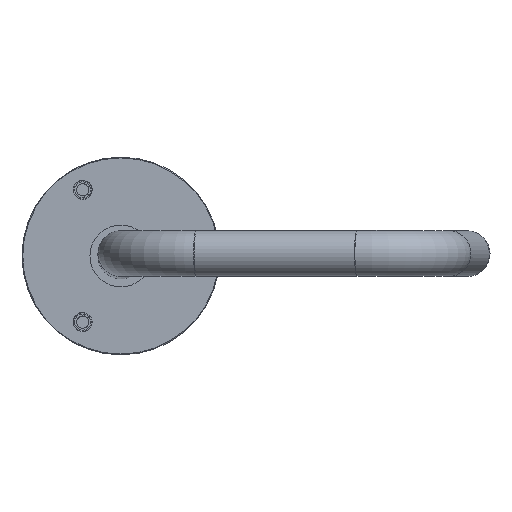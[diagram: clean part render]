
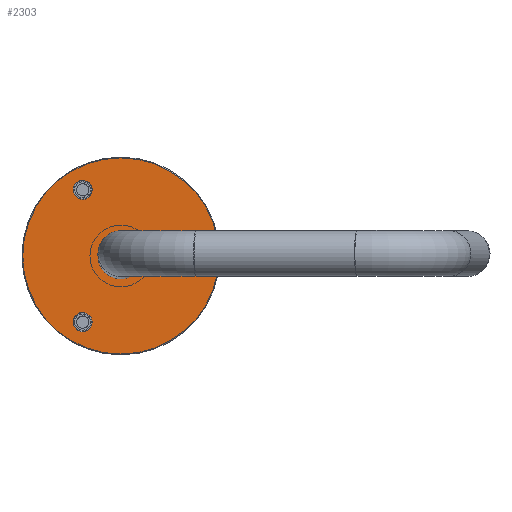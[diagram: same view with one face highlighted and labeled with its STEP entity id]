
A CAD part, top view. The second image highlights one B-rep face of the part: STEP entity #2303.
In plain terms, the highlighted planar face has unit normal (0, 0, 1).
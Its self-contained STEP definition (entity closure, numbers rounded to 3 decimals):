
#394=PLANE('',#2854);
#907=ORIENTED_EDGE('',*,*,#1204,.T.);
#908=ORIENTED_EDGE('',*,*,#1205,.T.);
#909=ORIENTED_EDGE('',*,*,#1200,.T.);
#910=ORIENTED_EDGE('',*,*,#1201,.T.);
#911=ORIENTED_EDGE('',*,*,#1202,.T.);
#1200=EDGE_CURVE('',#1415,#1415,#1568,.F.);
#1201=EDGE_CURVE('',#1416,#1416,#1569,.F.);
#1202=EDGE_CURVE('',#1417,#1417,#1570,.F.);
#1204=EDGE_CURVE('',#1419,#1419,#1572,.F.);
#1205=EDGE_CURVE('',#1420,#1420,#1573,.T.);
#1415=VERTEX_POINT('',#4309);
#1416=VERTEX_POINT('',#4312);
#1417=VERTEX_POINT('',#4315);
#1419=VERTEX_POINT('',#4321);
#1420=VERTEX_POINT('',#4323);
#1568=CIRCLE('',#2847,6.25);
#1569=CIRCLE('',#2849,6.25);
#1570=CIRCLE('',#2851,6.25);
#1572=CIRCLE('',#2855,14.05);
#1573=CIRCLE('',#2856,64.25);
#1807=EDGE_LOOP('',(#907));
#1808=EDGE_LOOP('',(#908));
#1809=EDGE_LOOP('',(#909));
#1810=EDGE_LOOP('',(#910));
#1811=EDGE_LOOP('',(#911));
#2067=FACE_BOUND('',#1807,.T.);
#2068=FACE_BOUND('',#1808,.T.);
#2069=FACE_BOUND('',#1809,.T.);
#2070=FACE_BOUND('',#1810,.T.);
#2071=FACE_BOUND('',#1811,.T.);
#2303=ADVANCED_FACE('',(#2067,#2068,#2069,#2070,#2071),#394,.T.);
#2847=AXIS2_PLACEMENT_3D('',#4308,#3553,#3554);
#2849=AXIS2_PLACEMENT_3D('',#4311,#3557,#3558);
#2851=AXIS2_PLACEMENT_3D('',#4314,#3561,#3562);
#2854=AXIS2_PLACEMENT_3D('',#4319,#3567,#3568);
#2855=AXIS2_PLACEMENT_3D('',#4320,#3569,#3570);
#2856=AXIS2_PLACEMENT_3D('',#4322,#3571,#3572);
#3553=DIRECTION('',(0.,0.,1.));
#3554=DIRECTION('',(-0.4,-0.917,0.));
#3557=DIRECTION('',(0.,0.,1.));
#3558=DIRECTION('',(0.917,-0.4,0.));
#3561=DIRECTION('',(0.,0.,1.));
#3562=DIRECTION('',(0.917,-0.4,0.));
#3567=DIRECTION('',(0.,0.,1.));
#3568=DIRECTION('',(0.112,0.994,0.));
#3569=DIRECTION('',(0.,0.,1.));
#3570=DIRECTION('',(1.,0.,0.));
#3571=DIRECTION('',(0.,0.,1.));
#3572=DIRECTION('',(1.,0.,0.));
#4308=CARTESIAN_POINT('',(-24.998,43.303,10.));
#4309=CARTESIAN_POINT('',(-27.498,37.575,10.));
#4311=CARTESIAN_POINT('',(50.,-0.003,10.));
#4312=CARTESIAN_POINT('',(55.728,-2.503,10.));
#4314=CARTESIAN_POINT('',(-25.002,-43.3,10.));
#4315=CARTESIAN_POINT('',(-19.274,-45.8,10.));
#4319=CARTESIAN_POINT('',(57.1,-71.587,10.));
#4320=CARTESIAN_POINT('',(0.,0.,10.));
#4321=CARTESIAN_POINT('',(14.05,0.,10.));
#4322=CARTESIAN_POINT('',(0.,0.,10.));
#4323=CARTESIAN_POINT('',(64.25,0.,10.));
